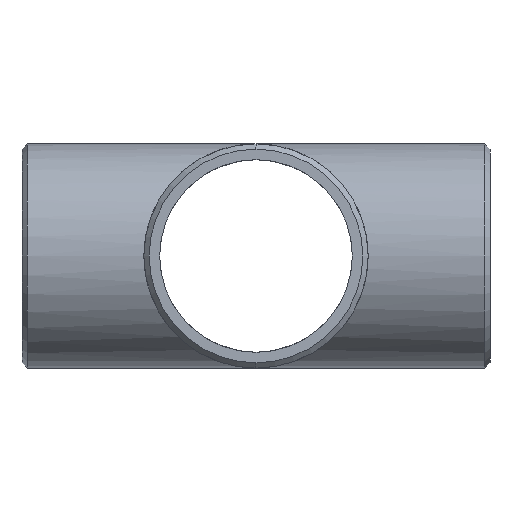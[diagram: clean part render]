
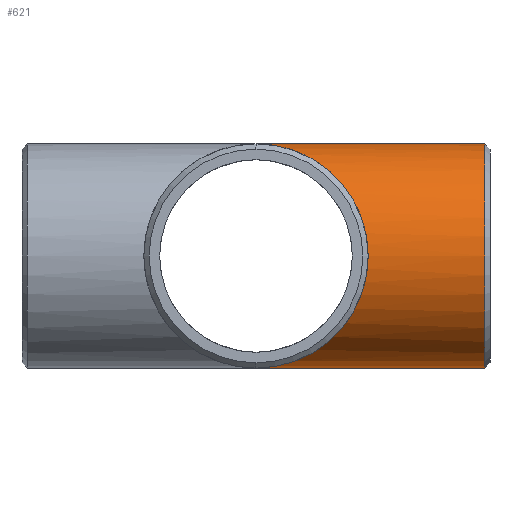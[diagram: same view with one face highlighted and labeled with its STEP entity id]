
A CAD part, left-side view. The second image highlights one B-rep face of the part: STEP entity #621.
In plain terms, the highlighted cylindrical face has radius 36.513 mm (diameter 73.025 mm), a partial arc.
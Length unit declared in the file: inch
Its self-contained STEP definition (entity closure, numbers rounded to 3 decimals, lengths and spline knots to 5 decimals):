
#4 = CARTESIAN_POINT ( 'NONE',  ( 0., -2.93233, 0. ) ) ;
#21 = EDGE_CURVE ( 'NONE', #543, #783, #484, .T. ) ;
#53 = CARTESIAN_POINT ( 'NONE',  ( 0., -3., -1.4375 ) ) ;
#83 = EDGE_CURVE ( 'NONE', #184, #362, #188, .T. ) ;
#84 =( BOUNDED_CURVE ( )  B_SPLINE_CURVE ( 3, ( #553, #799, #239, #681 ),
 .UNSPECIFIED., .F., .T. ) 
 B_SPLINE_CURVE_WITH_KNOTS ( ( 4, 4 ),
 ( 4.71239, 7.85398 ),
 .UNSPECIFIED. ) 
 CURVE ( )  GEOMETRIC_REPRESENTATION_ITEM ( )  RATIONAL_B_SPLINE_CURVE ( ( 1., 0.333, 0.333, 1. ) ) 
 REPRESENTATION_ITEM ( '' )  );
#117 = ORIENTED_EDGE ( 'NONE', *, *, #83, .T. ) ;
#120 = VECTOR ( 'NONE', #387, 39.37008 ) ;
#161 = ORIENTED_EDGE ( 'NONE', *, *, #780, .F. ) ;
#165 = FACE_OUTER_BOUND ( 'NONE', #464, .T. ) ;
#184 = VERTEX_POINT ( 'NONE', #638 ) ;
#188 = LINE ( 'NONE', #440, #120 ) ;
#211 = CARTESIAN_POINT ( 'NONE',  ( 0., 0., 1.4375 ) ) ;
#239 = CARTESIAN_POINT ( 'NONE',  ( -2.875, -2.875, 1.4375 ) ) ;
#362 = VERTEX_POINT ( 'NONE', #211 ) ;
#382 = DIRECTION ( 'NONE',  ( 0., 0., -1. ) ) ;
#383 = ORIENTED_EDGE ( 'NONE', *, *, #21, .F. ) ;
#387 = DIRECTION ( 'NONE',  ( 0., 1., 0. ) ) ;
#411 = CARTESIAN_POINT ( 'NONE',  ( 0., -3., 0. ) ) ;
#440 = CARTESIAN_POINT ( 'NONE',  ( 0., -3., 1.4375 ) ) ;
#449 = CARTESIAN_POINT ( 'NONE',  ( 0., -2.93233, -1.4375 ) ) ;
#464 = EDGE_LOOP ( 'NONE', ( #682, #117, #161, #383 ) ) ;
#468 = DIRECTION ( 'NONE',  ( 0., 0., -1. ) ) ;
#484 = LINE ( 'NONE', #53, #704 ) ;
#487 = CARTESIAN_POINT ( 'NONE',  ( 0., 0., -1.4375 ) ) ;
#497 = AXIS2_PLACEMENT_3D ( 'NONE', #411, #777, #468 ) ;
#519 = CYLINDRICAL_SURFACE ( 'NONE', #497, 1.4375 ) ;
#537 = CIRCLE ( 'NONE', #680, 1.4375 ) ;
#543 = VERTEX_POINT ( 'NONE', #449 ) ;
#553 = CARTESIAN_POINT ( 'NONE',  ( 0., 0., -1.4375 ) ) ;
#567 = EDGE_CURVE ( 'NONE', #543, #184, #537, .T. ) ;
#581 = DIRECTION ( 'NONE',  ( 0., 1., 0. ) ) ;
#621 = ADVANCED_FACE ( 'NONE', ( #165 ), #519, .T. ) ;
#638 = CARTESIAN_POINT ( 'NONE',  ( 0., -2.93233, 1.4375 ) ) ;
#680 = AXIS2_PLACEMENT_3D ( 'NONE', #4, #581, #382 ) ;
#681 = CARTESIAN_POINT ( 'NONE',  ( 0., 0., 1.4375 ) ) ;
#682 = ORIENTED_EDGE ( 'NONE', *, *, #567, .T. ) ;
#704 = VECTOR ( 'NONE', #740, 39.37008 ) ;
#740 = DIRECTION ( 'NONE',  ( 0., 1., 0. ) ) ;
#777 = DIRECTION ( 'NONE',  ( 0., 1., 0. ) ) ;
#780 = EDGE_CURVE ( 'NONE', #783, #362, #84, .T. ) ;
#783 = VERTEX_POINT ( 'NONE', #487 ) ;
#799 = CARTESIAN_POINT ( 'NONE',  ( -2.875, -2.875, -1.4375 ) ) ;
